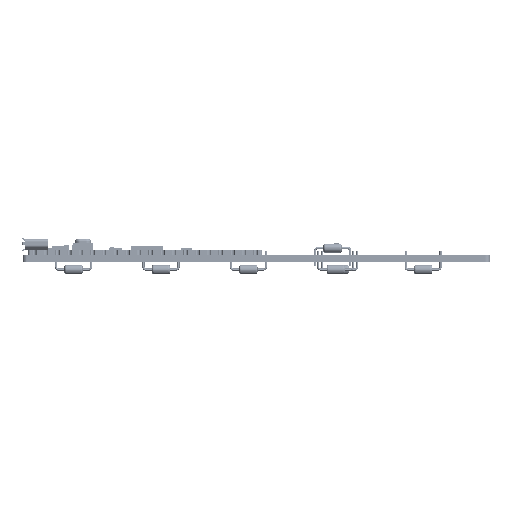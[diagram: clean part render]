
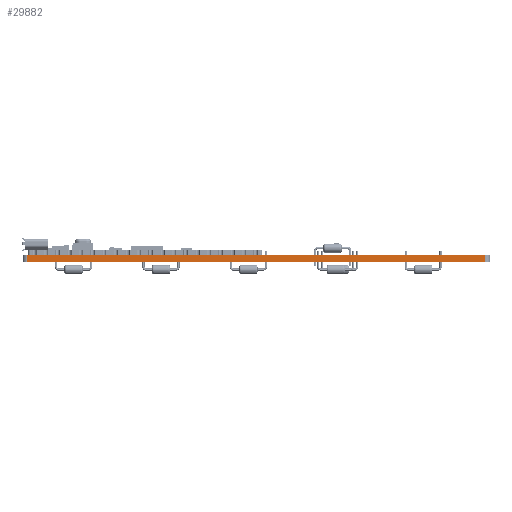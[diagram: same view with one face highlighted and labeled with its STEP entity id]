
A CAD part, left-side view. The second image highlights one B-rep face of the part: STEP entity #29882.
In plain terms, the highlighted planar face has unit normal (-1, 0, 0).
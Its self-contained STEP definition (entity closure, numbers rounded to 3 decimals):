
#17871 = VERTEX_POINT('',#17872);
#17872 = CARTESIAN_POINT('',(-12.11,-240.68,0.));
#17879 = EDGE_CURVE('',#17880,#17871,#17882,.T.);
#17880 = VERTEX_POINT('',#17881);
#17881 = CARTESIAN_POINT('',(-12.11,-340.55,0.));
#17882 = LINE('',#17883,#17884);
#17883 = CARTESIAN_POINT('',(-12.11,-340.55,0.));
#17884 = VECTOR('',#17885,1.);
#17885 = DIRECTION('',(0.,1.,0.));
#23863 = VERTEX_POINT('',#23864);
#23864 = CARTESIAN_POINT('',(-12.11,-240.68,1.51));
#23871 = EDGE_CURVE('',#23872,#23863,#23874,.T.);
#23872 = VERTEX_POINT('',#23873);
#23873 = CARTESIAN_POINT('',(-12.11,-340.55,1.51));
#23874 = LINE('',#23875,#23876);
#23875 = CARTESIAN_POINT('',(-12.11,-340.55,1.51));
#23876 = VECTOR('',#23877,1.);
#23877 = DIRECTION('',(0.,1.,0.));
#29852 = EDGE_CURVE('',#17871,#23863,#29853,.T.);
#29853 = LINE('',#29854,#29855);
#29854 = CARTESIAN_POINT('',(-12.11,-240.68,0.));
#29855 = VECTOR('',#29856,1.);
#29856 = DIRECTION('',(0.,0.,1.));
#29882 = ADVANCED_FACE('',(#29883),#29894,.T.);
#29883 = FACE_BOUND('',#29884,.T.);
#29884 = EDGE_LOOP('',(#29885,#29891,#29892,#29893));
#29885 = ORIENTED_EDGE('',*,*,#29886,.T.);
#29886 = EDGE_CURVE('',#17880,#23872,#29887,.T.);
#29887 = LINE('',#29888,#29889);
#29888 = CARTESIAN_POINT('',(-12.11,-340.55,0.));
#29889 = VECTOR('',#29890,1.);
#29890 = DIRECTION('',(0.,0.,1.));
#29891 = ORIENTED_EDGE('',*,*,#23871,.T.);
#29892 = ORIENTED_EDGE('',*,*,#29852,.F.);
#29893 = ORIENTED_EDGE('',*,*,#17879,.F.);
#29894 = PLANE('',#29895);
#29895 = AXIS2_PLACEMENT_3D('',#29896,#29897,#29898);
#29896 = CARTESIAN_POINT('',(-12.11,-340.55,0.));
#29897 = DIRECTION('',(-1.,0.,0.));
#29898 = DIRECTION('',(0.,1.,0.));
